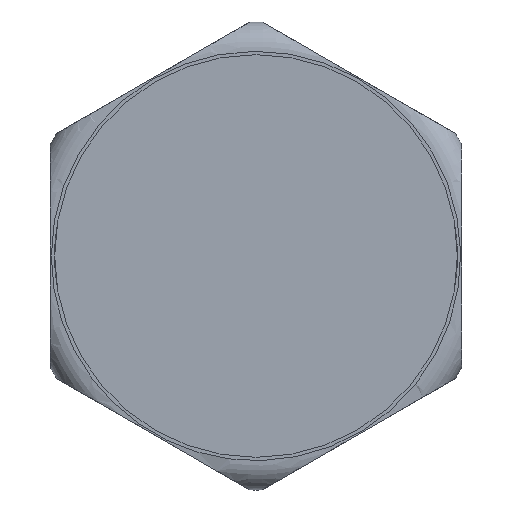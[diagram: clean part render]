
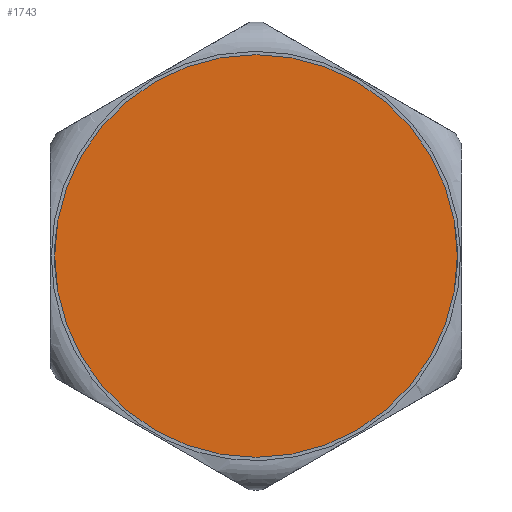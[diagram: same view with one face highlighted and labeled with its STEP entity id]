
A CAD part, left-side view. The second image highlights one B-rep face of the part: STEP entity #1743.
In plain terms, the highlighted planar face has unit normal (-1, 0, 0).
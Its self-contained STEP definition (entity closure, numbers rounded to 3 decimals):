
#201=PLANE('',#1939);
#270=CIRCLE('',#1937,17.08);
#413=FACE_OUTER_BOUND('',#546,.T.);
#546=EDGE_LOOP('',(#1319));
#781=VERTEX_POINT('',#3639);
#980=EDGE_CURVE('',#781,#781,#270,.T.);
#1319=ORIENTED_EDGE('',*,*,#980,.F.);
#1743=ADVANCED_FACE('',(#413),#201,.T.);
#1937=AXIS2_PLACEMENT_3D('',#3640,#2200,#2201);
#1939=AXIS2_PLACEMENT_3D('',#3642,#2204,#2205);
#2200=DIRECTION('center_axis',(1.,0.,0.));
#2201=DIRECTION('ref_axis',(0.,0.,-1.));
#2204=DIRECTION('center_axis',(-1.,0.,0.));
#2205=DIRECTION('ref_axis',(0.,0.,1.));
#3639=CARTESIAN_POINT('',(-28.,17.08,0.));
#3640=CARTESIAN_POINT('Origin',(-28.,0.,0.));
#3642=CARTESIAN_POINT('Origin',(-28.,17.08,0.));
